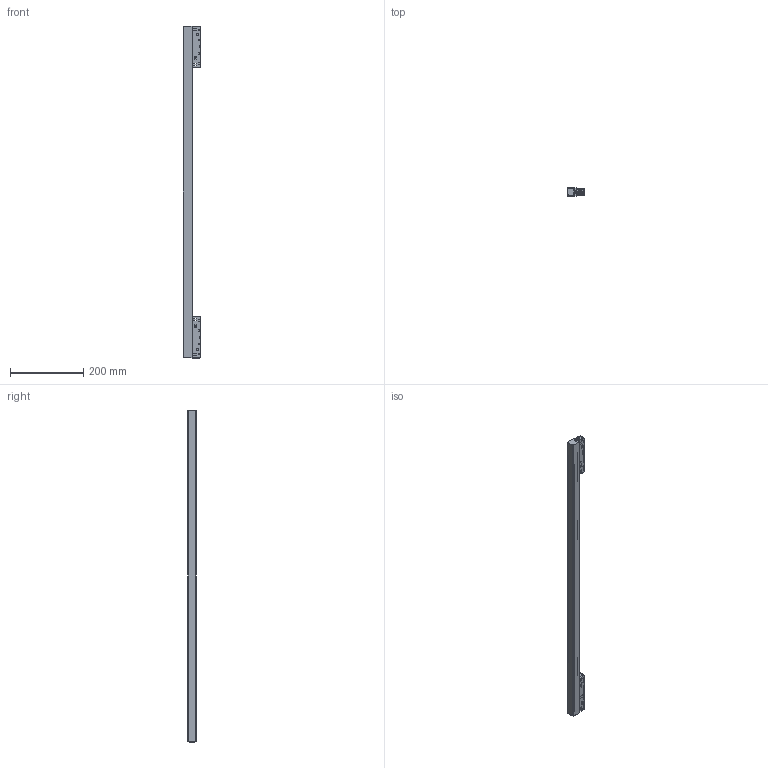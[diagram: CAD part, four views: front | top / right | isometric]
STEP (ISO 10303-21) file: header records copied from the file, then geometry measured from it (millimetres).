
FILE_DESCRIPTION((''),'2;1');
FILE_NAME('204-900_ASM','2022-06-08T',('Administrator'),(''),'PRO/ENGINEER BY PARAMETRIC TECHNOLOGY CORPORATION, 2014320','PRO/ENGINEER BY PARAMETRIC TECHNOLOGY CORPORATION, 2014320','');
FILE_SCHEMA(('CONFIG_CONTROL_DESIGN'));
Length unit declared in the file: millimetre
Products named in the file (21): DENGTONG900; GUANGYUAN299; M2-5-4; GUANGYUANZU_ASM; KUOSANBAN900; PRODUCT_36521; 25X5X2____; PRODUCT_39907_ASM; PRODUCT_34958; PRODUCT_17918_ASM; PRODUCT_13814; ________-A; __________-12; PRODUCT_4456; ________-B; PRODUCT_12557; ________-______; PRODUCT_12973_ASM; YUANTOULUOSIM3; CIXIGUIDAOTOU_ASM; 204-900_ASM
Assembly tree (34 placements, depth 6):
  204-900_ASM
    DENGTONG900
    GUANGYUANZU_ASM  x3
      GUANGYUAN299
      M2-5-4
    KUOSANBAN900
    CIXIGUIDAOTOU_ASM  x2
      PRODUCT_12973_ASM
        PRODUCT_17918_ASM
          PRODUCT_39907_ASM  x2
            PRODUCT_36521
            25X5X2____
          PRODUCT_34958
        PRODUCT_13814
        ________-A  x2
        __________-12
        PRODUCT_4456
        ________-B  x2
        PRODUCT_12557
        ________-______
      YUANTOULUOSIM3
Bounding box: 47.6 x 22 x 904.01 mm (x, y, z)
Volume: 198863.4 mm3; surface area: 302799.7 mm2
Topology: 61 solids, 61 shells, 5154 faces, 13162 edges, 8260 vertices
Faces by surface type: plane 2862, cylinder 1446, bspline 440, cone 122, torus 116, sphere 104, extrusion 64
Entity records: 57030 total; most frequent: CARTESIAN_POINT 18658, ORIENTED_EDGE 8082, DIRECTION 7426, EDGE_CURVE 4041, VECTOR 3156, LINE 3140, VERTEX_POINT 2620, AXIS2_PLACEMENT_3D 2135
